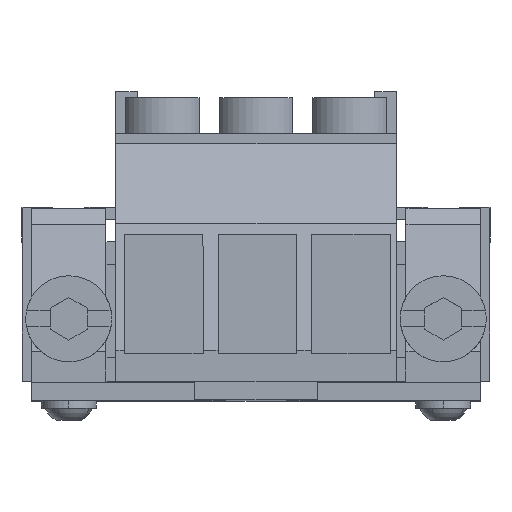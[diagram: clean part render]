
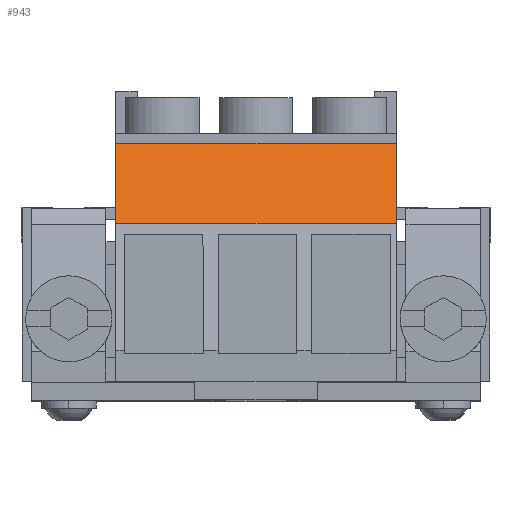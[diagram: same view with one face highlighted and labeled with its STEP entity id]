
A CAD part, top view. The second image highlights one B-rep face of the part: STEP entity #943.
In plain terms, the highlighted planar face has unit normal (0, 0.723, 0.691).
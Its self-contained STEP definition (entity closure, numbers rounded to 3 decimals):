
#923=AXIS2_PLACEMENT_3D('Plane Axis2P3D',#920,#921,#922) ;
#56=CARTESIAN_POINT('Vertex',(7.62,16.049,38.65)) ;
#59=CARTESIAN_POINT('Line Origine',(7.62,19.299,35.25)) ;
#63=CARTESIAN_POINT('Vertex',(7.62,22.55,31.85)) ;
#890=CARTESIAN_POINT('Vertex',(30.48,16.049,38.65)) ;
#893=CARTESIAN_POINT('Line Origine',(19.05,16.049,38.65)) ;
#920=CARTESIAN_POINT('Axis2P3D Location',(-0.001,22.55,31.85)) ;
#925=CARTESIAN_POINT('Line Origine',(30.48,19.299,35.25)) ;
#929=CARTESIAN_POINT('Vertex',(30.48,22.55,31.85)) ;
#932=CARTESIAN_POINT('Line Origine',(19.05,22.55,31.85)) ;
#60=DIRECTION('Vector Direction',(0.,-0.691,0.723)) ;
#894=DIRECTION('Vector Direction',(1.,0.,0.)) ;
#921=DIRECTION('Axis2P3D Direction',(-0.,0.723,0.691)) ;
#922=DIRECTION('Axis2P3D XDirection',(0.,-0.691,0.723)) ;
#926=DIRECTION('Vector Direction',(0.,-0.691,0.723)) ;
#933=DIRECTION('Vector Direction',(1.,0.,0.)) ;
#61=VECTOR('Line Direction',#60,1.) ;
#895=VECTOR('Line Direction',#894,1.) ;
#927=VECTOR('Line Direction',#926,1.) ;
#934=VECTOR('Line Direction',#933,1.) ;
#938=ORIENTED_EDGE('',*,*,#65,.F.) ;
#939=ORIENTED_EDGE('',*,*,#897,.T.) ;
#940=ORIENTED_EDGE('',*,*,#931,.F.) ;
#941=ORIENTED_EDGE('',*,*,#936,.F.) ;
#943=ADVANCED_FACE('HOUSING',(#942),#924,.T.) ;
#65=EDGE_CURVE('',#57,#64,#62,.F.) ;
#897=EDGE_CURVE('',#57,#891,#896,.T.) ;
#931=EDGE_CURVE('',#930,#891,#928,.T.) ;
#936=EDGE_CURVE('',#64,#930,#935,.T.) ;
#937=EDGE_LOOP('',(#938,#939,#940,#941)) ;
#942=FACE_OUTER_BOUND('',#937,.T.) ;
#62=LINE('Line',#59,#61) ;
#896=LINE('Line',#893,#895) ;
#928=LINE('Line',#925,#927) ;
#935=LINE('Line',#932,#934) ;
#924=PLANE('',#923) ;
#57=VERTEX_POINT('',#56) ;
#64=VERTEX_POINT('',#63) ;
#891=VERTEX_POINT('',#890) ;
#930=VERTEX_POINT('',#929) ;
